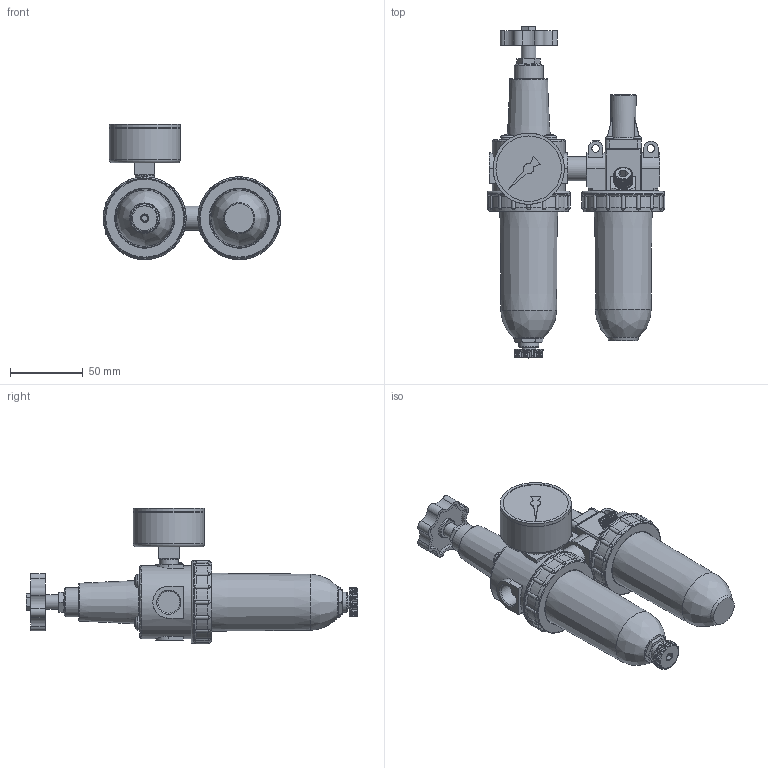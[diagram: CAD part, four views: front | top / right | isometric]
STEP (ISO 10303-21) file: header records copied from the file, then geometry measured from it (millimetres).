
FILE_DESCRIPTION( ( 'STEP AP203' ), ' ' );
FILE_NAME( '9.3112.00.035.0V.stp', '2017-04-18T09:16:35', ( '' ), ( '' ), ' ', 'PARTsolutions', ' ' );
FILE_SCHEMA( ( 'CONFIG_CONTROL_DESIGN' ) );
Length unit declared in the file: millimetre
Products named in the file (7): 9.3112.00.035.0V; _578.030 K-HA(G 3/8)-1; _578.030 K-HA-2; _578.030 K-HA0(HA)-3; _748 K-1; _748 K-2; _252.03
Assembly tree (6 placements, depth 2):
  9.3112.00.035.0V
    _578.030 K-HA(G 3/8)-1
    _578.030 K-HA-2
    _578.030 K-HA0(HA)-3
    _748 K-1
    _748 K-2
    _252.03
Bounding box: 122 x 228.2 x 93 mm (x, y, z)
Volume: 476183.4 mm3; surface area: 78525.2 mm2
Topology: 6 solids, 6 shells, 885 faces, 2332 edges, 1507 vertices
Faces by surface type: plane 402, cylinder 254, cone 150, sphere 40, torus 37, bspline 2
Full cylindrical faces by diameter (mm): 4 x1, 5.3 x2, 9 x1, 9.2 x1, 9.728 x1, 10 x2, 11.445 x1, 13.157 x1, 14 x2, 14.95 x4, 16.662 x1, 17.5 x1, 20 x2, 45 x1, 48.96 x1, 49 x2, 50 x1, 57 x2
Entity records: 29540 total; most frequent: CARTESIAN_POINT 8380, ORIENTED_EDGE 4412, DIRECTION 4212, EDGE_CURVE 2206, AXIS2_PLACEMENT_3D 1633, VERTEX_POINT 1479, EDGE_LOOP 1037, LINE 946
